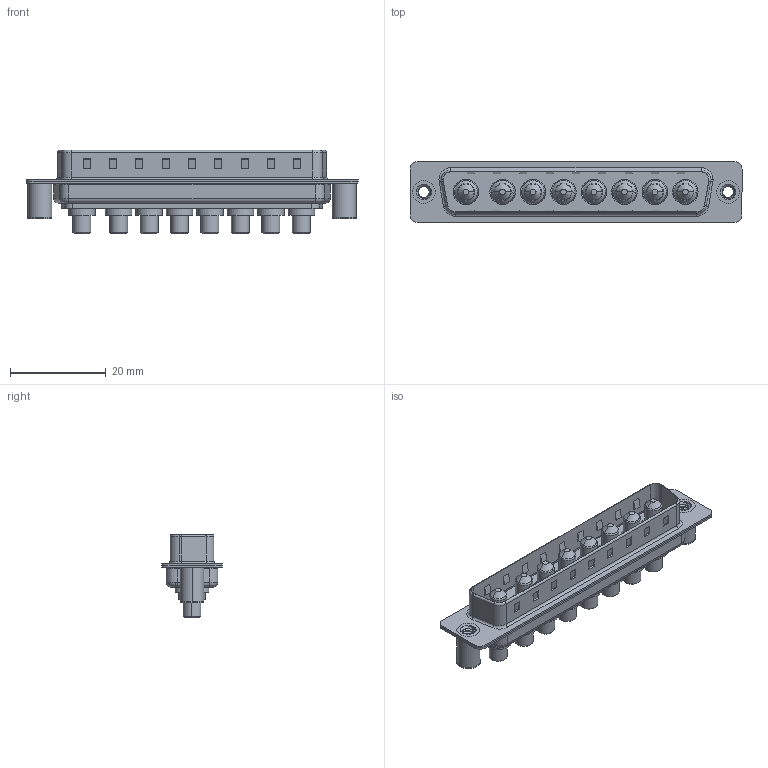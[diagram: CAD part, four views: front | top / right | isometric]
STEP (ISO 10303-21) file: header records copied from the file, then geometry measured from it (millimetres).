
FILE_DESCRIPTION (( 'STEP AP203' ), '1' );
FILE_NAME ('627-8W8-224-4N3.STEP', '2019-05-28T03:51:41', ( '' ), ( '' ), 'SwSTEP 2.0', 'SolidWorks 2016', '' );
FILE_SCHEMA (( 'CONFIG_CONTROL_DESIGN' ));
Length unit declared in the file: millimetre
Products named in the file (6): 627Combo Shell Front_37 Contacts; 627Combo Threaded Board Spacer_3; 627Combo Housing_8W8; 627Combo Shell Rear_37 Contacts; 627-8W8-224-4N3; Power Pin_40A S
Assembly tree (13 placements, depth 2):
  627-8W8-224-4N3
    627Combo Housing_8W8
    627Combo Shell Rear_37 Contacts
    627Combo Shell Front_37 Contacts
    627Combo Threaded Board Spacer_3  x2
    Power Pin_40A S  x8
Bounding box: 69.3 x 12.6 x 17.4 mm (x, y, z)
Volume: 4600.6 mm3; surface area: 9576.2 mm2
Topology: 21 solids, 21 shells, 766 faces, 1821 edges, 1132 vertices
Faces by surface type: cylinder 317, plane 283, cone 74, torus 70, bspline 22
Entity records: 16646 total; most frequent: CARTESIAN_POINT 4197, DIRECTION 2496, ORIENTED_EDGE 2370, EDGE_CURVE 1185, AXIS2_PLACEMENT_3D 896, VERTEX_POINT 747, VECTOR 704, LINE 704
